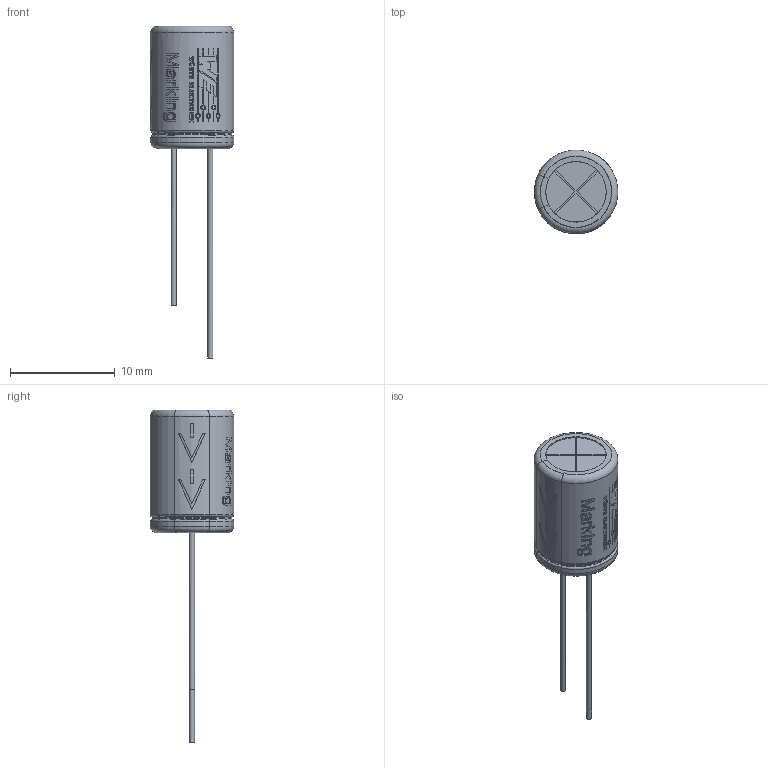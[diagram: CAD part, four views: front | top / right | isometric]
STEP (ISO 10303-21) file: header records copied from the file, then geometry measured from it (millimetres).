
FILE_DESCRIPTION( ( 'Unknown' ), '1' );
FILE_NAME( '8x11.5x3.5x0.5.stp', 'Unknown', ( 'Unknown' ), ( 'Unknown' ), 'PSStep 16.0.42', 'Unknown', ' ' );
FILE_SCHEMA( ( 'AUTOMOTIVE_DESIGN { 1 0 10303 214 1 1 1 1 }' ) );
Length unit declared in the file: millimetre
Products named in the file (3): 1; 2; 3
Bounding box: 7.97 x 7.98 x 31.72 mm (x, y, z)
Volume: 576.7 mm3; surface area: 1184.5 mm2
Topology: 3 solids, 3 shells, 518 faces, 1312 edges, 869 vertices
Faces by surface type: plane 278, bspline 127, cylinder 89, torus 24
Full cylindrical faces by diameter (mm): 0.5 x2, 0.889 x1, 1.111 x1, 1.778 x1, 2 x1, 4.444 x1, 4.667 x1, 5.333 x1, 5.556 x1, 5.778 x2, 6.622 x1, 6.808 x1, 7.391 x1, 7.411 x1, 7.78 x2, 7.8 x2
Entity records: 26008 total; most frequent: CARTESIAN_POINT 10138, ORIENTED_EDGE 2534, DIRECTION 2080, EDGE_CURVE 1267, VERTEX_POINT 865, AXIS2_PLACEMENT_3D 703, LINE 674, VECTOR 674
